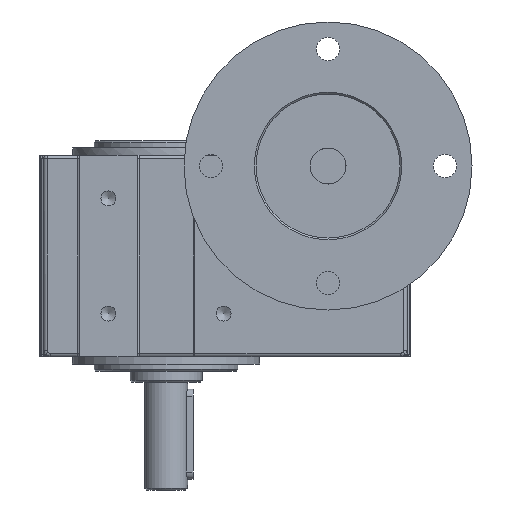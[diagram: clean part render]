
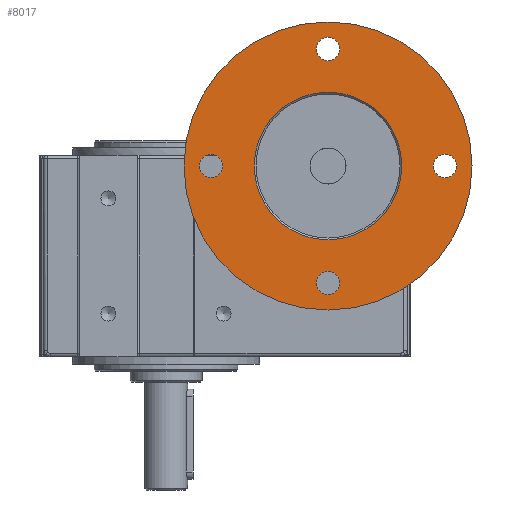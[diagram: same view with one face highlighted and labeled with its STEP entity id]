
A CAD part, left-side view. The second image highlights one B-rep face of the part: STEP entity #8017.
In plain terms, the highlighted planar face has unit normal (-1, 0, 0).
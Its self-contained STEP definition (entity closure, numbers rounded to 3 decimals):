
#7601=CARTESIAN_POINT('',(0.,40.0,0.0));
#7602=VERTEX_POINT('',#7601);
#7603=CARTESIAN_POINT('',(0.,0.0,0.0));
#7604=DIRECTION('',(1.0,0.0,0.0));
#7605=DIRECTION('',(0.0,1.0,0.0));
#7606=AXIS2_PLACEMENT_3D('',#7603,#7604,#7605);
#7607=CIRCLE('',#7606,40.0);
#7608=EDGE_CURVE('',#7602,#7602,#7607,.T.);
#7930=CARTESIAN_POINT('',(0.,20.5,0.));
#7931=VERTEX_POINT('',#7930);
#7932=CARTESIAN_POINT('',(0.,0.0,0.0));
#7933=DIRECTION('',(-1.0,0.0,0.0));
#7934=DIRECTION('',(0.0,-1.0,0.0));
#7935=AXIS2_PLACEMENT_3D('',#7932,#7933,#7934);
#7936=CIRCLE('',#7935,20.5);
#7937=EDGE_CURVE('',#7931,#7931,#7936,.T.);
#7962=CARTESIAN_POINT('',(0.,30.0,0.0));
#7963=DIRECTION('',(-1.0,0.0,0.0));
#7964=DIRECTION('',(0.0,0.0,1.0));
#7965=AXIS2_PLACEMENT_3D('',#7962,#7963,#7964);
#7966=PLANE('',#7965);
#7967=ORIENTED_EDGE('',*,*,#7608,.F.);
#7968=EDGE_LOOP('',(#7967));
#7969=FACE_OUTER_BOUND('',#7968,.T.);
#7970=CARTESIAN_POINT('',(0.0,-32.5,3.25));
#7971=VERTEX_POINT('',#7970);
#7972=CARTESIAN_POINT('',(0.0,-32.5,0.));
#7973=DIRECTION('',(1.0,0.0,0.0));
#7974=DIRECTION('',(0.0,0.0,-1.0));
#7975=AXIS2_PLACEMENT_3D('',#7972,#7973,#7974);
#7976=CIRCLE('',#7975,3.25);
#7977=EDGE_CURVE('',#7971,#7971,#7976,.T.);
#7978=ORIENTED_EDGE('',*,*,#7977,.T.);
#7979=EDGE_LOOP('',(#7978));
#7980=FACE_BOUND('',#7979,.T.);
#7981=CARTESIAN_POINT('',(0.0,0.,35.75));
#7982=VERTEX_POINT('',#7981);
#7983=CARTESIAN_POINT('',(0.0,0.,32.5));
#7984=DIRECTION('',(1.0,0.0,0.0));
#7985=DIRECTION('',(0.0,0.0,-1.0));
#7986=AXIS2_PLACEMENT_3D('',#7983,#7984,#7985);
#7987=CIRCLE('',#7986,3.25);
#7988=EDGE_CURVE('',#7982,#7982,#7987,.T.);
#7989=ORIENTED_EDGE('',*,*,#7988,.T.);
#7990=EDGE_LOOP('',(#7989));
#7991=FACE_BOUND('',#7990,.T.);
#7992=CARTESIAN_POINT('',(0.0,0.,-29.25));
#7993=VERTEX_POINT('',#7992);
#7994=CARTESIAN_POINT('',(0.0,0.,-32.5));
#7995=DIRECTION('',(1.0,0.0,0.0));
#7996=DIRECTION('',(0.0,0.0,-1.0));
#7997=AXIS2_PLACEMENT_3D('',#7994,#7995,#7996);
#7998=CIRCLE('',#7997,3.25);
#7999=EDGE_CURVE('',#7993,#7993,#7998,.T.);
#8000=ORIENTED_EDGE('',*,*,#7999,.T.);
#8001=EDGE_LOOP('',(#8000));
#8002=FACE_BOUND('',#8001,.T.);
#8003=CARTESIAN_POINT('',(0.0,32.5,3.25));
#8004=VERTEX_POINT('',#8003);
#8005=CARTESIAN_POINT('',(0.0,32.5,0.));
#8006=DIRECTION('',(1.0,0.0,0.0));
#8007=DIRECTION('',(0.0,0.0,-1.0));
#8008=AXIS2_PLACEMENT_3D('',#8005,#8006,#8007);
#8009=CIRCLE('',#8008,3.25);
#8010=EDGE_CURVE('',#8004,#8004,#8009,.T.);
#8011=ORIENTED_EDGE('',*,*,#8010,.T.);
#8012=EDGE_LOOP('',(#8011));
#8013=FACE_BOUND('',#8012,.T.);
#8014=ORIENTED_EDGE('',*,*,#7937,.F.);
#8015=EDGE_LOOP('',(#8014));
#8016=FACE_BOUND('',#8015,.T.);
#8017=ADVANCED_FACE('',(#7969,#7980,#7991,#8002,#8013,#8016),#7966,.T.);
